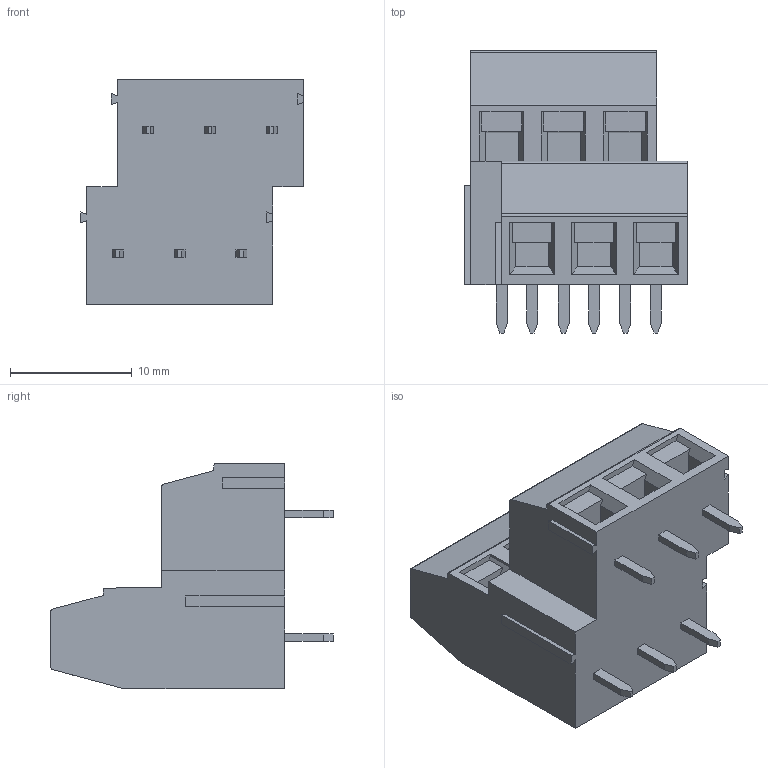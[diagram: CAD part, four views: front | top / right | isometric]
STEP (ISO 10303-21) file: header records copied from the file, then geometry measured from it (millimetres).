
FILE_DESCRIPTION (( 'STEP AP214' ), '1' );
FILE_NAME ('DG127A-5.08-06P-4Y-00AH.STEP', '2021-01-02T02:35:19', ( '' ), ( '' ), 'SwSTEP 2.0', 'SolidWorks 2020', '' );
FILE_SCHEMA (( 'AUTOMOTIVE_DESIGN' ));
Length unit declared in the file: millimetre
Products named in the file (1): DG127A-5.08-06P-4Y-00AH
Bounding box: 18.28 x 23.2 x 18.5 mm (x, y, z)
Volume: 3315.8 mm3; surface area: 2590.5 mm2
Topology: 1 solids, 1 shells, 571 faces, 1536 edges, 1016 vertices
Faces by surface type: plane 366, bspline 158, cylinder 29, torus 18
Entity records: 30238 total; most frequent: CARTESIAN_POINT 12242, ORIENTED_EDGE 3072, DIRECTION 2130, EDGE_CURVE 1536, LINE 1090, VECTOR 1090, VERTEX_POINT 1016, EDGE_LOOP 626
